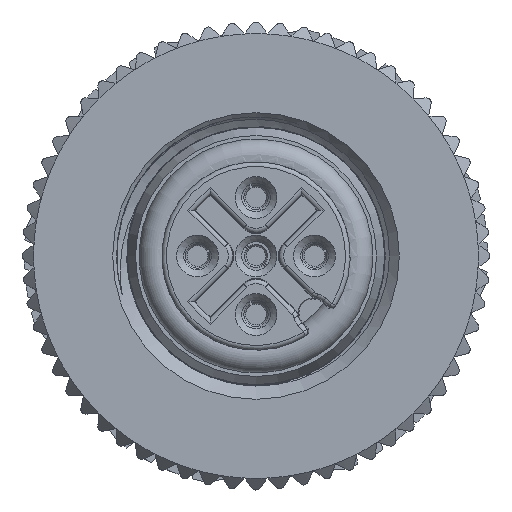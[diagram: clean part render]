
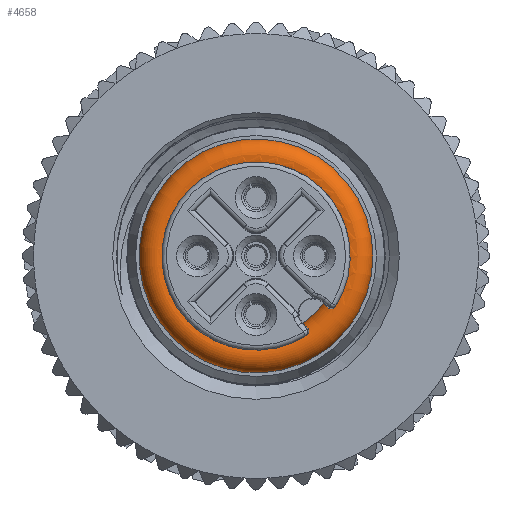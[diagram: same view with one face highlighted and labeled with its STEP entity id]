
A CAD part, front view. The second image highlights one B-rep face of the part: STEP entity #4658.
In plain terms, the highlighted toroidal (fillet/blend) face has major radius 4.25 mm and minor radius 0.75 mm.
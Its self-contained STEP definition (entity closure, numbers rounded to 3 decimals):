
#84=TOROIDAL_SURFACE('',#19042,4.25,0.75);
#4658=ADVANCED_FACE('',(#5180,#5181),#84,.T.);
#5180=FACE_BOUND('',#6195,.T.);
#5181=FACE_BOUND('',#6196,.T.);
#6195=EDGE_LOOP('',(#11681));
#6196=EDGE_LOOP('',(#11682,#11683,#11684,#11685,#11686,#11687,#11688,#11689));
#6793=CIRCLE('',#18933,3.543);
#6834=CIRCLE('',#19039,4.025);
#6835=CIRCLE('',#19041,4.025);
#11681=ORIENTED_EDGE('',*,*,#16343,.F.);
#11682=ORIENTED_EDGE('',*,*,#16342,.F.);
#11683=ORIENTED_EDGE('',*,*,#16218,.T.);
#11684=ORIENTED_EDGE('',*,*,#16216,.T.);
#11685=ORIENTED_EDGE('',*,*,#16215,.T.);
#11686=ORIENTED_EDGE('',*,*,#16211,.T.);
#11687=ORIENTED_EDGE('',*,*,#16208,.T.);
#11688=ORIENTED_EDGE('',*,*,#16207,.T.);
#11689=ORIENTED_EDGE('',*,*,#16203,.F.);
#13673=VERTEX_POINT('',#37747);
#13674=VERTEX_POINT('',#37752);
#13675=VERTEX_POINT('',#37766);
#13678=VERTEX_POINT('',#37775);
#13680=VERTEX_POINT('',#37785);
#13681=VERTEX_POINT('',#37790);
#13683=VERTEX_POINT('',#37800);
#13684=VERTEX_POINT('',#37810);
#13766=VERTEX_POINT('',#38194);
#16203=EDGE_CURVE('',#13674,#13673,#17434,.T.);
#16207=EDGE_CURVE('',#13678,#13673,#17435,.T.);
#16208=EDGE_CURVE('',#13675,#13678,#17436,.T.);
#16211=EDGE_CURVE('',#13680,#13675,#6793,.T.);
#16215=EDGE_CURVE('',#13683,#13680,#17437,.T.);
#16216=EDGE_CURVE('',#13681,#13683,#17438,.T.);
#16218=EDGE_CURVE('',#13684,#13681,#17440,.T.);
#16342=EDGE_CURVE('',#13684,#13674,#6834,.T.);
#16343=EDGE_CURVE('',#13766,#13766,#6835,.T.);
#17434=B_SPLINE_CURVE_WITH_KNOTS('',3,(#37753,#37754,#37755,#37756,#37757,
#37758,#37759,#37760,#37761,#37762,#37763),.UNSPECIFIED.,.F.,.F.,(4,1,1,
1,1,1,1,1,4),(0.,0.125,0.25,0.375,0.5,0.625,0.75,0.875,1.),
 .UNSPECIFIED.);
#17435=B_SPLINE_CURVE_WITH_KNOTS('',3,(#37771,#37772,#37773,#37774),
 .UNSPECIFIED.,.F.,.F.,(4,4),(0.,1.),.UNSPECIFIED.);
#17436=B_SPLINE_CURVE_WITH_KNOTS('',3,(#37776,#37777,#37778,#37779,#37780,
#37781),.UNSPECIFIED.,.F.,.F.,(4,1,1,4),(0.,0.333,0.667,
1.),.UNSPECIFIED.);
#17437=B_SPLINE_CURVE_WITH_KNOTS('',3,(#37794,#37795,#37796,#37797,#37798,
#37799),.UNSPECIFIED.,.F.,.F.,(4,1,1,4),(0.,0.333,0.667,
1.),.UNSPECIFIED.);
#17438=B_SPLINE_CURVE_WITH_KNOTS('',3,(#37801,#37802,#37803,#37804),
 .UNSPECIFIED.,.F.,.F.,(4,4),(0.,1.),.UNSPECIFIED.);
#17440=B_SPLINE_CURVE_WITH_KNOTS('',3,(#37811,#37812,#37813,#37814,#37815,
#37816,#37817,#37818,#37819,#37820,#37821),.UNSPECIFIED.,.F.,.F.,(4,1,1,
1,1,1,1,1,4),(0.,0.125,0.25,0.375,0.5,0.625,0.75,0.875,1.),
 .UNSPECIFIED.);
#18933=AXIS2_PLACEMENT_3D('',#37787,#22777,#22778);
#19039=AXIS2_PLACEMENT_3D('',#38191,#23041,#23042);
#19041=AXIS2_PLACEMENT_3D('',#38193,#23045,#23046);
#19042=AXIS2_PLACEMENT_3D('',#38195,#23047,#23048);
#22777=DIRECTION('',(0.,1.,0.));
#22778=DIRECTION('',(0.818,0.,-0.576));
#23041=DIRECTION('',(0.,-1.,0.));
#23042=DIRECTION('',(0.843,0.,-0.537));
#23045=DIRECTION('',(0.,1.,0.));
#23046=DIRECTION('',(1.,0.,0.));
#23047=DIRECTION('',(0.,1.,0.));
#23048=DIRECTION('',(-1.,0.,0.));
#37747=CARTESIAN_POINT('',(2.207,-2.951,-3.095));
#37752=CARTESIAN_POINT('',(2.162,-3.065,-3.395));
#37753=CARTESIAN_POINT('',(2.162,-3.065,-3.395));
#37754=CARTESIAN_POINT('',(2.174,-3.065,-3.387));
#37755=CARTESIAN_POINT('',(2.196,-3.065,-3.369));
#37756=CARTESIAN_POINT('',(2.223,-3.06,-3.337));
#37757=CARTESIAN_POINT('',(2.243,-3.053,-3.299));
#37758=CARTESIAN_POINT('',(2.254,-3.043,-3.258));
#37759=CARTESIAN_POINT('',(2.256,-3.028,-3.215));
#37760=CARTESIAN_POINT('',(2.249,-3.008,-3.173));
#37761=CARTESIAN_POINT('',(2.234,-2.983,-3.132));
#37762=CARTESIAN_POINT('',(2.217,-2.962,-3.107));
#37763=CARTESIAN_POINT('',(2.207,-2.951,-3.095));
#37766=CARTESIAN_POINT('',(2.04,-2.1,-2.896));
#37771=CARTESIAN_POINT('',(2.011,-2.35,-2.864));
#37772=CARTESIAN_POINT('',(2.01,-2.547,-2.865));
#37773=CARTESIAN_POINT('',(2.066,-2.79,-2.932));
#37774=CARTESIAN_POINT('',(2.207,-2.951,-3.095));
#37775=CARTESIAN_POINT('',(2.011,-2.35,-2.864));
#37776=CARTESIAN_POINT('',(2.04,-2.1,-2.896));
#37777=CARTESIAN_POINT('',(2.034,-2.127,-2.889));
#37778=CARTESIAN_POINT('',(2.023,-2.181,-2.877));
#37779=CARTESIAN_POINT('',(2.014,-2.265,-2.867));
#37780=CARTESIAN_POINT('',(2.011,-2.322,-2.864));
#37781=CARTESIAN_POINT('',(2.011,-2.35,-2.864));
#37785=CARTESIAN_POINT('',(2.896,-2.1,-2.04));
#37787=CARTESIAN_POINT('',(0.,-2.1,0.));
#37790=CARTESIAN_POINT('',(3.095,-2.951,-2.207));
#37794=CARTESIAN_POINT('',(2.864,-2.35,-2.011));
#37795=CARTESIAN_POINT('',(2.864,-2.322,-2.011));
#37796=CARTESIAN_POINT('',(2.867,-2.265,-2.014));
#37797=CARTESIAN_POINT('',(2.877,-2.181,-2.023));
#37798=CARTESIAN_POINT('',(2.889,-2.127,-2.034));
#37799=CARTESIAN_POINT('',(2.896,-2.1,-2.04));
#37800=CARTESIAN_POINT('',(2.864,-2.35,-2.011));
#37801=CARTESIAN_POINT('',(3.095,-2.951,-2.207));
#37802=CARTESIAN_POINT('',(2.932,-2.79,-2.066));
#37803=CARTESIAN_POINT('',(2.865,-2.547,-2.01));
#37804=CARTESIAN_POINT('',(2.864,-2.35,-2.011));
#37810=CARTESIAN_POINT('',(3.395,-3.065,-2.162));
#37811=CARTESIAN_POINT('',(3.395,-3.065,-2.162));
#37812=CARTESIAN_POINT('',(3.387,-3.065,-2.174));
#37813=CARTESIAN_POINT('',(3.369,-3.065,-2.196));
#37814=CARTESIAN_POINT('',(3.337,-3.06,-2.223));
#37815=CARTESIAN_POINT('',(3.299,-3.053,-2.243));
#37816=CARTESIAN_POINT('',(3.258,-3.043,-2.254));
#37817=CARTESIAN_POINT('',(3.215,-3.028,-2.256));
#37818=CARTESIAN_POINT('',(3.173,-3.008,-2.249));
#37819=CARTESIAN_POINT('',(3.132,-2.983,-2.234));
#37820=CARTESIAN_POINT('',(3.107,-2.962,-2.217));
#37821=CARTESIAN_POINT('',(3.095,-2.951,-2.207));
#38191=CARTESIAN_POINT('',(0.,-3.065,0.));
#38193=CARTESIAN_POINT('',(0.,-1.635,0.));
#38194=CARTESIAN_POINT('',(4.025,-1.635,0.));
#38195=CARTESIAN_POINT('',(0.,-2.35,0.));
